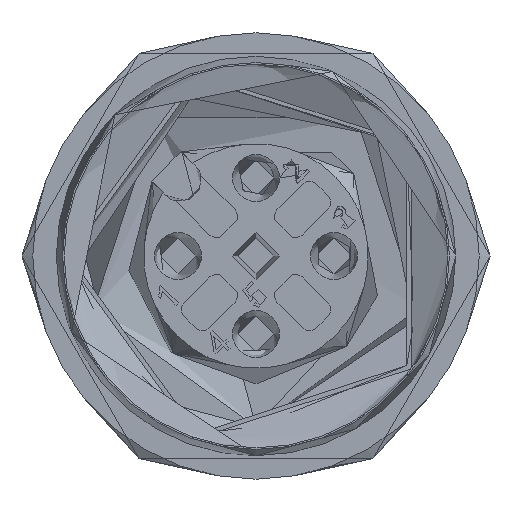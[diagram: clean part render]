
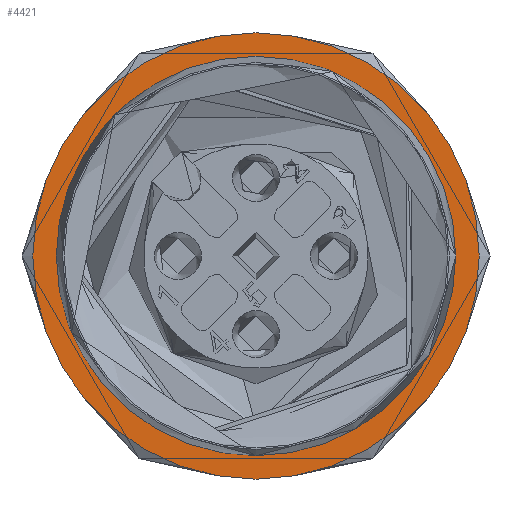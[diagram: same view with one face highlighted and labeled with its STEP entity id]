
A CAD part, left-side view. The second image highlights one B-rep face of the part: STEP entity #4421.
In plain terms, the highlighted planar face has unit normal (-1, 0, 0).
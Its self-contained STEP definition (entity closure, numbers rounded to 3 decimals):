
#791=PLANE('',#4797);
#883=FACE_BOUND('',#1321,.T.);
#1032=FACE_OUTER_BOUND('',#1320,.T.);
#1320=EDGE_LOOP('',(#3217));
#1321=EDGE_LOOP('',(#3218));
#1644=CIRCLE('',#4796,6.4);
#1645=CIRCLE('',#4798,7.154);
#1884=VERTEX_POINT('',#8186);
#1885=VERTEX_POINT('',#8189);
#2376=EDGE_CURVE('',#1884,#1884,#1644,.T.);
#2377=EDGE_CURVE('',#1885,#1885,#1645,.T.);
#3217=ORIENTED_EDGE('',*,*,#2377,.T.);
#3218=ORIENTED_EDGE('',*,*,#2376,.F.);
#4421=ADVANCED_FACE('',(#1032,#883),#791,.F.);
#4796=AXIS2_PLACEMENT_3D('',#8187,#5514,#5515);
#4797=AXIS2_PLACEMENT_3D('',#8188,#5516,#5517);
#4798=AXIS2_PLACEMENT_3D('',#8190,#5518,#5519);
#5514=DIRECTION('center_axis',(-1.,0.,0.));
#5515=DIRECTION('ref_axis',(0.,1.,0.));
#5516=DIRECTION('center_axis',(1.,0.,0.));
#5517=DIRECTION('ref_axis',(0.,1.,0.));
#5518=DIRECTION('center_axis',(-1.,0.,0.));
#5519=DIRECTION('ref_axis',(0.,1.,0.));
#8186=CARTESIAN_POINT('',(4.9,6.4,0.));
#8187=CARTESIAN_POINT('Origin',(4.9,0.,0.));
#8188=CARTESIAN_POINT('Origin',(4.9,7.154,0.));
#8189=CARTESIAN_POINT('',(4.9,7.154,0.));
#8190=CARTESIAN_POINT('Origin',(4.9,0.,0.));
